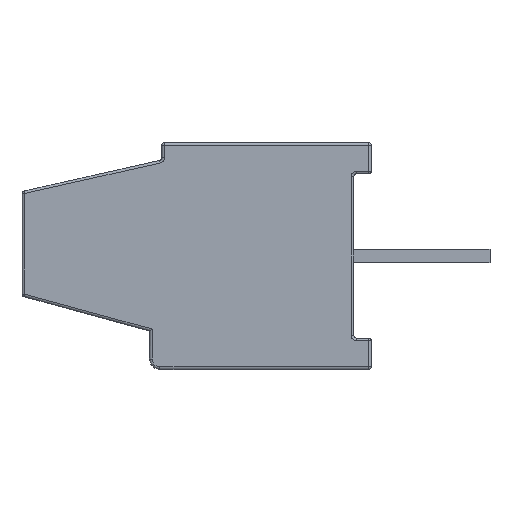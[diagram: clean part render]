
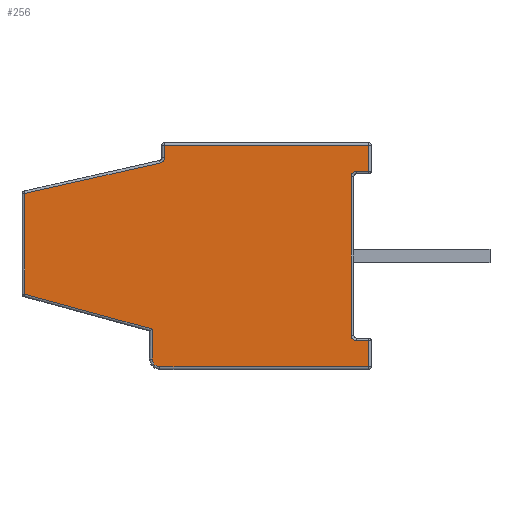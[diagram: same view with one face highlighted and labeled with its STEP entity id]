
A CAD part, left-side view. The second image highlights one B-rep face of the part: STEP entity #256.
In plain terms, the highlighted planar face has unit normal (-1, 0, 0).
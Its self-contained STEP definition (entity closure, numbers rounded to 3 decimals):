
#102 = VERTEX_POINT ( 'NONE', #3960 ) ;
#110 = CARTESIAN_POINT ( 'NONE',  ( -5.31, -1.688, 0.38 ) ) ;
#256 = ADVANCED_FACE ( 'NONE', ( #745 ), #4236, .T. ) ;
#317 = VERTEX_POINT ( 'NONE', #6549 ) ;
#381 = DIRECTION ( 'NONE',  ( 0., 1., 0. ) ) ;
#553 = DIRECTION ( 'NONE',  ( -1., 0., 0. ) ) ;
#567 = CARTESIAN_POINT ( 'NONE',  ( -5.31, -2.425, -9.925 ) ) ;
#733 = CARTESIAN_POINT ( 'NONE',  ( -5.31, -2.664, -3.958 ) ) ;
#745 = FACE_OUTER_BOUND ( 'NONE', #7143, .T. ) ;
#751 = DIRECTION ( 'NONE',  ( 0., -1., 0. ) ) ;
#765 = DIRECTION ( 'NONE',  ( 0., 0., -1. ) ) ;
#796 = VECTOR ( 'NONE', #3361, 1000. ) ;
#814 = LINE ( 'NONE', #1351, #2210 ) ;
#840 = CARTESIAN_POINT ( 'NONE',  ( -5.31, -1.79, -0.075 ) ) ;
#873 = CARTESIAN_POINT ( 'NONE',  ( -5.31, 2.95, -3.725 ) ) ;
#898 = CARTESIAN_POINT ( 'NONE',  ( -5.31, 1.093, -0.075 ) ) ;
#922 = VECTOR ( 'NONE', #5122, 1000. ) ;
#959 = CARTESIAN_POINT ( 'NONE',  ( -5.31, 2.275, -9.575 ) ) ;
#992 = LINE ( 'NONE', #4467, #7599 ) ;
#1130 = AXIS2_PLACEMENT_3D ( 'NONE', #959, #5124, #5193 ) ;
#1131 = EDGE_CURVE ( 'NONE', #3914, #4754, #814, .T. ) ;
#1132 = ORIENTED_EDGE ( 'NONE', *, *, #6325, .T. ) ;
#1182 = CARTESIAN_POINT ( 'NONE',  ( -5.31, -3.175, -9.925 ) ) ;
#1185 = CARTESIAN_POINT ( 'NONE',  ( -5.31, 0.997, 0.273 ) ) ;
#1218 = CARTESIAN_POINT ( 'NONE',  ( -5.31, -2.425, -9.575 ) ) ;
#1335 = VECTOR ( 'NONE', #6612, 1000. ) ;
#1351 = CARTESIAN_POINT ( 'NONE',  ( -5.31, 0., -9.425 ) ) ;
#1423 = ORIENTED_EDGE ( 'NONE', *, *, #6063, .F. ) ;
#1507 = EDGE_CURVE ( 'NONE', #5106, #4716, #4215, .T. ) ;
#1555 = VECTOR ( 'NONE', #2277, 1000. ) ;
#1584 = EDGE_CURVE ( 'NONE', #3284, #4716, #992, .T. ) ;
#1644 = CARTESIAN_POINT ( 'NONE',  ( -5.31, -2.81, -4.075 ) ) ;
#1708 = DIRECTION ( 'NONE',  ( 0., 0., 1. ) ) ;
#1755 = VERTEX_POINT ( 'NONE', #1182 ) ;
#1775 = EDGE_CURVE ( 'NONE', #5106, #4012, #4689, .T. ) ;
#1863 = ORIENTED_EDGE ( 'NONE', *, *, #4655, .F. ) ;
#2073 = ORIENTED_EDGE ( 'NONE', *, *, #3701, .T. ) ;
#2210 = VECTOR ( 'NONE', #751, 1000. ) ;
#2277 = DIRECTION ( 'NONE',  ( 0., 0., 1. ) ) ;
#2350 = ORIENTED_EDGE ( 'NONE', *, *, #3259, .T. ) ;
#2391 = AXIS2_PLACEMENT_3D ( 'NONE', #2394, #3550, #6572 ) ;
#2394 = CARTESIAN_POINT ( 'NONE',  ( -5.31, 0., 0. ) ) ;
#2428 = LINE ( 'NONE', #5135, #3255 ) ;
#2507 = EDGE_CURVE ( 'NONE', #4281, #2923, #5025, .T. ) ;
#2765 = ORIENTED_EDGE ( 'NONE', *, *, #1131, .T. ) ;
#2782 = DIRECTION ( 'NONE',  ( 0., -1., 0. ) ) ;
#2795 = ORIENTED_EDGE ( 'NONE', *, *, #1584, .T. ) ;
#2923 = VERTEX_POINT ( 'NONE', #873 ) ;
#2966 = EDGE_CURVE ( 'NONE', #317, #102, #7078, .T. ) ;
#2968 = ORIENTED_EDGE ( 'NONE', *, *, #6894, .T. ) ;
#2974 = CARTESIAN_POINT ( 'NONE',  ( -5.31, 2.425, -9.575 ) ) ;
#3004 = LINE ( 'NONE', #1185, #796 ) ;
#3084 = VECTOR ( 'NONE', #3636, 1000. ) ;
#3255 = VECTOR ( 'NONE', #6966, 1000. ) ;
#3259 = EDGE_CURVE ( 'NONE', #2923, #6542, #7425, .T. ) ;
#3284 = VERTEX_POINT ( 'NONE', #3519 ) ;
#3329 = CARTESIAN_POINT ( 'NONE',  ( -5.31, 0., -3.725 ) ) ;
#3358 = AXIS2_PLACEMENT_3D ( 'NONE', #4745, #553, #1708 ) ;
#3361 = DIRECTION ( 'NONE',  ( 0., 0.264, -0.964 ) ) ;
#3519 = CARTESIAN_POINT ( 'NONE',  ( -5.31, -3.175, -4.075 ) ) ;
#3550 = DIRECTION ( 'NONE',  ( -1., 0., 0. ) ) ;
#3612 = DIRECTION ( 'NONE',  ( 0., 0., 1. ) ) ;
#3636 = DIRECTION ( 'NONE',  ( 0., 0.22, 0.976 ) ) ;
#3651 = CARTESIAN_POINT ( 'NONE',  ( -5.31, -3.175, 0. ) ) ;
#3701 = EDGE_CURVE ( 'NONE', #4438, #1755, #4909, .T. ) ;
#3829 = EDGE_CURVE ( 'NONE', #102, #4251, #5920, .T. ) ;
#3914 = VERTEX_POINT ( 'NONE', #4575 ) ;
#3960 = CARTESIAN_POINT ( 'NONE',  ( -5.31, 2.425, -9.925 ) ) ;
#4012 = VERTEX_POINT ( 'NONE', #840 ) ;
#4129 = DIRECTION ( 'NONE',  ( -1., 0., 0. ) ) ;
#4215 = CIRCLE ( 'NONE', #5480, 0.15 ) ;
#4236 = PLANE ( 'NONE',  #2391 ) ;
#4251 = VERTEX_POINT ( 'NONE', #2974 ) ;
#4281 = VERTEX_POINT ( 'NONE', #5380 ) ;
#4312 = ORIENTED_EDGE ( 'NONE', *, *, #6565, .T. ) ;
#4438 = VERTEX_POINT ( 'NONE', #567 ) ;
#4467 = CARTESIAN_POINT ( 'NONE',  ( -5.31, 0., -4.075 ) ) ;
#4468 = VERTEX_POINT ( 'NONE', #1218 ) ;
#4543 = ORIENTED_EDGE ( 'NONE', *, *, #1775, .T. ) ;
#4575 = CARTESIAN_POINT ( 'NONE',  ( -5.31, 2.275, -9.425 ) ) ;
#4655 = EDGE_CURVE ( 'NONE', #3914, #4251, #5993, .T. ) ;
#4689 = LINE ( 'NONE', #110, #3084 ) ;
#4716 = VERTEX_POINT ( 'NONE', #1644 ) ;
#4738 = EDGE_CURVE ( 'NONE', #6255, #4281, #3004, .T. ) ;
#4745 = CARTESIAN_POINT ( 'NONE',  ( -5.31, 2.95, -3.95 ) ) ;
#4754 = VERTEX_POINT ( 'NONE', #6521 ) ;
#4808 = ORIENTED_EDGE ( 'NONE', *, *, #4738, .T. ) ;
#4909 = LINE ( 'NONE', #5244, #5089 ) ;
#4981 = VECTOR ( 'NONE', #765, 1000. ) ;
#5025 = LINE ( 'NONE', #3329, #922 ) ;
#5073 = EDGE_CURVE ( 'NONE', #1755, #3284, #6788, .T. ) ;
#5089 = VECTOR ( 'NONE', #2782, 1000. ) ;
#5106 = VERTEX_POINT ( 'NONE', #733 ) ;
#5119 = ORIENTED_EDGE ( 'NONE', *, *, #5073, .T. ) ;
#5122 = DIRECTION ( 'NONE',  ( 0., 1., 0. ) ) ;
#5124 = DIRECTION ( 'NONE',  ( -1., 0., 0. ) ) ;
#5135 = CARTESIAN_POINT ( 'NONE',  ( -5.31, -2.425, 0. ) ) ;
#5193 = DIRECTION ( 'NONE',  ( 0., 0., 1. ) ) ;
#5244 = CARTESIAN_POINT ( 'NONE',  ( -5.31, 0., -9.925 ) ) ;
#5281 = CARTESIAN_POINT ( 'NONE',  ( -5.31, -2.275, -9.575 ) ) ;
#5380 = CARTESIAN_POINT ( 'NONE',  ( -5.31, 2.093, -3.725 ) ) ;
#5426 = ORIENTED_EDGE ( 'NONE', *, *, #3829, .T. ) ;
#5446 = CIRCLE ( 'NONE', #7037, 0.15 ) ;
#5449 = CARTESIAN_POINT ( 'NONE',  ( -5.31, 0., -0.075 ) ) ;
#5480 = AXIS2_PLACEMENT_3D ( 'NONE', #7272, #5997, #3612 ) ;
#5726 = VECTOR ( 'NONE', #6683, 1000. ) ;
#5882 = DIRECTION ( 'NONE',  ( 0., 0., 1. ) ) ;
#5920 = LINE ( 'NONE', #7177, #1555 ) ;
#5993 = CIRCLE ( 'NONE', #1130, 0.15 ) ;
#5997 = DIRECTION ( 'NONE',  ( -1., 0., 0. ) ) ;
#6063 = EDGE_CURVE ( 'NONE', #4468, #4754, #5446, .T. ) ;
#6255 = VERTEX_POINT ( 'NONE', #898 ) ;
#6325 = EDGE_CURVE ( 'NONE', #6542, #317, #6570, .T. ) ;
#6396 = ORIENTED_EDGE ( 'NONE', *, *, #2966, .T. ) ;
#6473 = CARTESIAN_POINT ( 'NONE',  ( -5.31, 3.175, -3.95 ) ) ;
#6521 = CARTESIAN_POINT ( 'NONE',  ( -5.31, -2.275, -9.425 ) ) ;
#6542 = VERTEX_POINT ( 'NONE', #6473 ) ;
#6549 = CARTESIAN_POINT ( 'NONE',  ( -5.31, 3.175, -9.925 ) ) ;
#6562 = LINE ( 'NONE', #5449, #1335 ) ;
#6565 = EDGE_CURVE ( 'NONE', #4012, #6255, #6562, .T. ) ;
#6570 = LINE ( 'NONE', #7372, #4981 ) ;
#6572 = DIRECTION ( 'NONE',  ( 0., 0., 1. ) ) ;
#6612 = DIRECTION ( 'NONE',  ( 0., 1., 0. ) ) ;
#6676 = ORIENTED_EDGE ( 'NONE', *, *, #1507, .F. ) ;
#6683 = DIRECTION ( 'NONE',  ( 0., 0., 1. ) ) ;
#6788 = LINE ( 'NONE', #3651, #5726 ) ;
#6881 = DIRECTION ( 'NONE',  ( 0., -1., 0. ) ) ;
#6894 = EDGE_CURVE ( 'NONE', #4468, #4438, #2428, .T. ) ;
#6966 = DIRECTION ( 'NONE',  ( 0., 0., -1. ) ) ;
#7037 = AXIS2_PLACEMENT_3D ( 'NONE', #5281, #4129, #5882 ) ;
#7078 = LINE ( 'NONE', #7407, #7538 ) ;
#7143 = EDGE_LOOP ( 'NONE', ( #2073, #5119, #2795, #6676, #4543, #4312, #4808, #7173, #2350, #1132, #6396, #5426, #1863, #2765, #1423, #2968 ) ) ;
#7173 = ORIENTED_EDGE ( 'NONE', *, *, #2507, .T. ) ;
#7177 = CARTESIAN_POINT ( 'NONE',  ( -5.31, 2.425, 0. ) ) ;
#7272 = CARTESIAN_POINT ( 'NONE',  ( -5.31, -2.81, -3.925 ) ) ;
#7372 = CARTESIAN_POINT ( 'NONE',  ( -5.31, 3.175, 0. ) ) ;
#7407 = CARTESIAN_POINT ( 'NONE',  ( -5.31, 0., -9.925 ) ) ;
#7425 = CIRCLE ( 'NONE', #3358, 0.225 ) ;
#7538 = VECTOR ( 'NONE', #6881, 1000. ) ;
#7599 = VECTOR ( 'NONE', #381, 1000. ) ;
